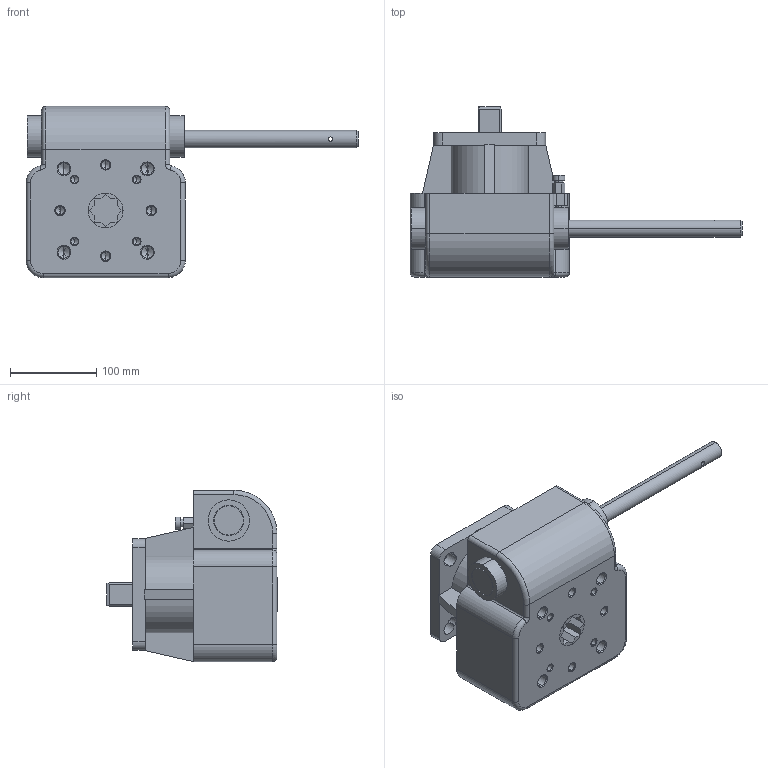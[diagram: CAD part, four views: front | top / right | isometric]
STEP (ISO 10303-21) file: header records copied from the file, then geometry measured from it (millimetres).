
FILE_DESCRIPTION (( 'STEP AP214' ), '1' );
FILE_NAME ('RSD-4.STEP', '2021-07-16T11:18:22', ( '砐錪賧瘔蠈錪 Windows' ), ( '' ), 'SwSTEP 2.0', 'SolidWorks 2020', '' );
FILE_SCHEMA (( 'AUTOMOTIVE_DESIGN' ));
Length unit declared in the file: millimetre
Products named in the file (1): RSD-4
Bounding box: 385.6 x 197.6 x 199 mm (x, y, z)
Volume: 3962011 mm3; surface area: 233730 mm2
Topology: 2 solids, 2 shells, 242 faces, 601 edges, 366 vertices
Faces by surface type: cylinder 98, plane 84, cone 52, torus 8
Entity records: 8399 total; most frequent: CARTESIAN_POINT 1306, DIRECTION 1289, ORIENTED_EDGE 1154, EDGE_CURVE 577, AXIS2_PLACEMENT_3D 473, VERTEX_POINT 366, VECTOR 343, LINE 343
